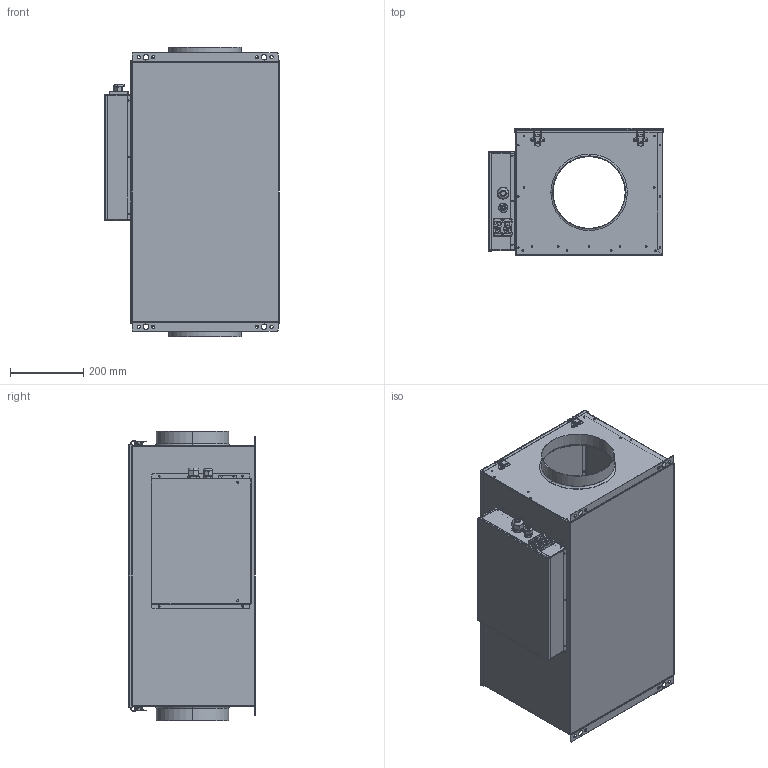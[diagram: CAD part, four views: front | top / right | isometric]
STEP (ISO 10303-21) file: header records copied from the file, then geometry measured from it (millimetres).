
FILE_DESCRIPTION (( 'STEP AP203' ), '1' );
FILE_NAME ('153239-00_FFH200EC20_step.step', '2020-01-28T14:57:28', ( '' ), ( '' ), 'SwSTEP 2.0', 'SolidWorks 2017', '' );
FILE_SCHEMA (( 'CONFIG_CONTROL_DESIGN' ));
Length unit declared in the file: millimetre
Products named in the file (1): 153239-00_FFH200EC20_step
Bounding box: 477.6 x 345.8 x 791 mm (x, y, z)
Surface area: 3143891 mm2 (no closed solid volume)
Topology: 0 solids, 66 shells, 807 faces, 2957 edges, 2144 vertices
Faces by surface type: cylinder 422, plane 262, bspline 88, torus 26, cone 9
Entity records: 34424 total; most frequent: CARTESIAN_POINT 8569, DIRECTION 5734, ORIENTED_EDGE 4500, EDGE_CURVE 2957, AXIS2_PLACEMENT_3D 2191, VERTEX_POINT 2144, CIRCLE 1471, LINE 1352
